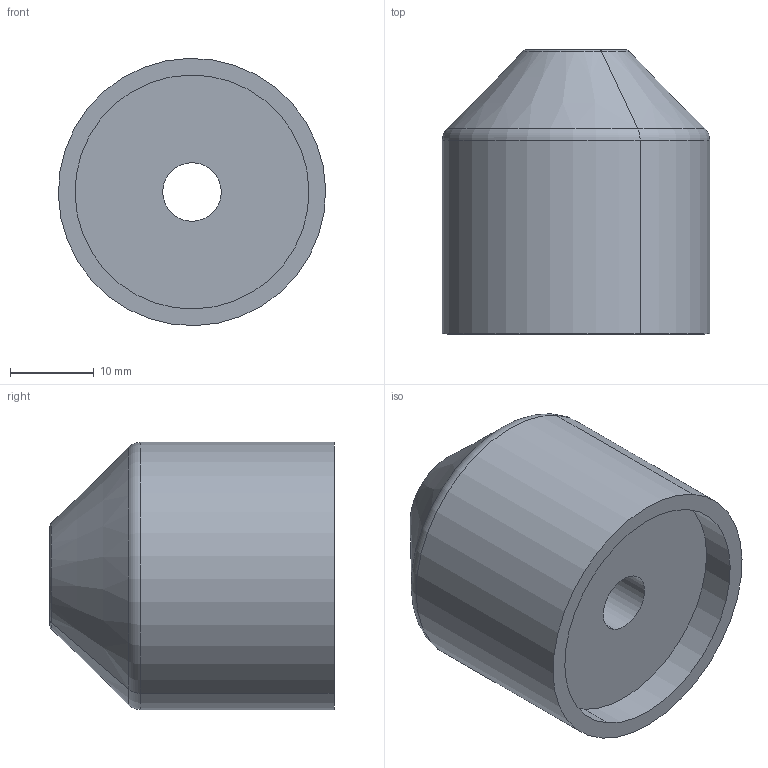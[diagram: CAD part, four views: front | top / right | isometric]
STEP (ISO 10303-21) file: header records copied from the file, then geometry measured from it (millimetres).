
FILE_DESCRIPTION(('CATIA V5 STEP Exchange'),'2;1');
FILE_NAME('Embout guidon.stp','2020-08-24T17:18:05+00:00',('none'),('none'),'CATIA Version 5 Release 18 GA (IN-10)','CATIA V5 STEP AP203','none');
FILE_SCHEMA(('CONFIG_CONTROL_DESIGN'));
Length unit declared in the file: millimetre
Products named in the file (1): Embout guidon
Bounding box: 31.99 x 34 x 31.99 mm (x, y, z)
Volume: 19460 mm3; surface area: 5307.7 mm2
Topology: 1 solids, 1 shells, 17 faces, 34 edges, 20 vertices
Faces by surface type: cylinder 8, torus 4, plane 3, cone 2
Entity records: 440 total; most frequent: ORIENTED_EDGE 68, CARTESIAN_POINT 66, DIRECTION 56, AXIS2_PLACEMENT_3D 36, EDGE_CURVE 34, CIRCLE 24, EDGE_LOOP 20, VERTEX_POINT 20
